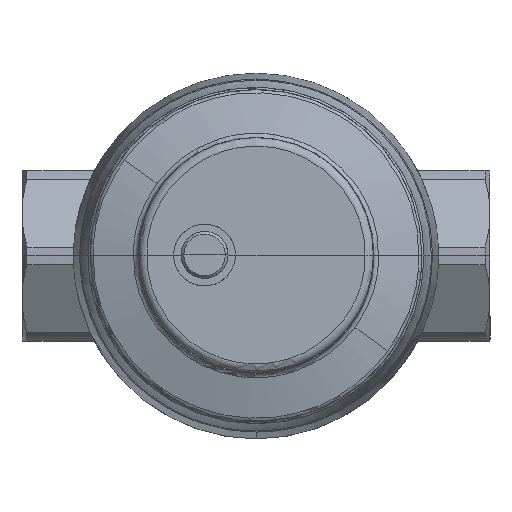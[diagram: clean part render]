
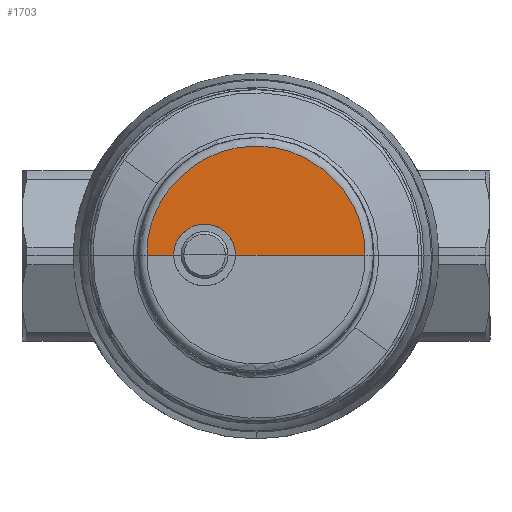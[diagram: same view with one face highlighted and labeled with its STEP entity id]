
A CAD part, top view. The second image highlights one B-rep face of the part: STEP entity #1703.
In plain terms, the highlighted planar face has unit normal (0, 0, 1).
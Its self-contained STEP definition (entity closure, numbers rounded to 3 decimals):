
#1472=CARTESIAN_POINT('Vertex',(-19.345,0.,128.)) ;
#1479=CARTESIAN_POINT('Vertex',(-4.848,0.,128.)) ;
#1500=CARTESIAN_POINT('Control Point',(-19.345,0.,128.)) ;
#1501=CARTESIAN_POINT('Control Point',(-19.345,1.139,128.)) ;
#1502=CARTESIAN_POINT('Control Point',(-19.121,2.277,128.)) ;
#1503=CARTESIAN_POINT('Control Point',(-18.674,3.357,128.)) ;
#1504=CARTESIAN_POINT('Control Point',(-17.38,5.284,128.)) ;
#1505=CARTESIAN_POINT('Control Point',(-15.454,6.578,128.)) ;
#1506=CARTESIAN_POINT('Control Point',(-14.374,7.025,128.)) ;
#1507=CARTESIAN_POINT('Control Point',(-12.097,7.472,128.)) ;
#1508=CARTESIAN_POINT('Control Point',(-9.819,7.025,128.)) ;
#1509=CARTESIAN_POINT('Control Point',(-8.739,6.578,128.)) ;
#1510=CARTESIAN_POINT('Control Point',(-6.813,5.284,128.)) ;
#1511=CARTESIAN_POINT('Control Point',(-5.519,3.357,128.)) ;
#1512=CARTESIAN_POINT('Control Point',(-5.072,2.277,128.)) ;
#1513=CARTESIAN_POINT('Control Point',(-4.848,1.139,128.)) ;
#1514=CARTESIAN_POINT('Control Point',(-4.848,0.,128.)) ;
#1538=CARTESIAN_POINT('Vertex',(25.601,0.,128.)) ;
#1543=CARTESIAN_POINT('Line Origine',(12.801,0.,128.)) ;
#1547=CARTESIAN_POINT('Vertex',(0.,0.,128.)) ;
#1550=CARTESIAN_POINT('Line Origine',(-2.424,0.,128.)) ;
#1555=CARTESIAN_POINT('Line Origine',(-22.473,0.,128.)) ;
#1559=CARTESIAN_POINT('Vertex',(-25.601,0.,128.)) ;
#1624=CARTESIAN_POINT('Axis2P3D Location',(0.,0.,128.)) ;
#1630=CARTESIAN_POINT('Control Point',(-25.601,0.,128.)) ;
#1631=CARTESIAN_POINT('Control Point',(-25.674,2.13,128.)) ;
#1632=CARTESIAN_POINT('Control Point',(-25.49,4.249,128.)) ;
#1633=CARTESIAN_POINT('Control Point',(-25.058,6.325,128.)) ;
#1634=CARTESIAN_POINT('Control Point',(-24.051,9.399,128.)) ;
#1635=CARTESIAN_POINT('Control Point',(-22.568,12.258,128.)) ;
#1636=CARTESIAN_POINT('Control Point',(-21.999,13.221,128.)) ;
#1637=CARTESIAN_POINT('Control Point',(-21.379,14.152,128.)) ;
#1638=CARTESIAN_POINT('Control Point',(-20.712,15.048,128.)) ;
#1639=CARTESIAN_POINT('Vertex',(-20.712,15.048,128.)) ;
#1643=CARTESIAN_POINT('Control Point',(20.712,15.048,128.)) ;
#1644=CARTESIAN_POINT('Control Point',(22.154,13.111,128.)) ;
#1645=CARTESIAN_POINT('Control Point',(23.375,11.01,128.)) ;
#1646=CARTESIAN_POINT('Control Point',(24.341,8.773,128.)) ;
#1647=CARTESIAN_POINT('Control Point',(25.24,5.658,128.)) ;
#1648=CARTESIAN_POINT('Control Point',(25.573,2.436,128.)) ;
#1649=CARTESIAN_POINT('Control Point',(25.62,1.627,128.)) ;
#1650=CARTESIAN_POINT('Control Point',(25.629,0.814,128.)) ;
#1651=CARTESIAN_POINT('Control Point',(25.601,0.,128.)) ;
#1652=CARTESIAN_POINT('Vertex',(20.712,15.048,128.)) ;
#1656=CARTESIAN_POINT('Control Point',(7.911,24.348,128.)) ;
#1657=CARTESIAN_POINT('Control Point',(10.28,23.571,128.)) ;
#1658=CARTESIAN_POINT('Control Point',(12.548,22.491,128.)) ;
#1659=CARTESIAN_POINT('Control Point',(14.675,21.143,128.)) ;
#1660=CARTESIAN_POINT('Control Point',(17.192,19.107,128.)) ;
#1661=CARTESIAN_POINT('Control Point',(19.364,16.735,128.)) ;
#1662=CARTESIAN_POINT('Control Point',(19.833,16.187,128.)) ;
#1663=CARTESIAN_POINT('Control Point',(20.282,15.625,128.)) ;
#1664=CARTESIAN_POINT('Control Point',(20.712,15.048,128.)) ;
#1665=CARTESIAN_POINT('Vertex',(7.911,24.348,128.)) ;
#1669=CARTESIAN_POINT('Control Point',(-7.911,24.348,128.)) ;
#1670=CARTESIAN_POINT('Control Point',(-5.568,25.117,128.)) ;
#1671=CARTESIAN_POINT('Control Point',(-3.126,25.59,128.)) ;
#1672=CARTESIAN_POINT('Control Point',(-0.636,25.768,128.)) ;
#1673=CARTESIAN_POINT('Control Point',(2.603,25.617,128.)) ;
#1674=CARTESIAN_POINT('Control Point',(5.754,24.966,128.)) ;
#1675=CARTESIAN_POINT('Control Point',(6.482,24.787,128.)) ;
#1676=CARTESIAN_POINT('Control Point',(7.201,24.581,128.)) ;
#1677=CARTESIAN_POINT('Control Point',(7.911,24.348,128.)) ;
#1678=CARTESIAN_POINT('Vertex',(-7.911,24.348,128.)) ;
#1682=CARTESIAN_POINT('Control Point',(-20.712,15.048,128.)) ;
#1683=CARTESIAN_POINT('Control Point',(-19.207,17.068,128.)) ;
#1684=CARTESIAN_POINT('Control Point',(-17.461,18.91,128.)) ;
#1685=CARTESIAN_POINT('Control Point',(-15.508,20.542,128.)) ;
#1686=CARTESIAN_POINT('Control Point',(-12.797,22.313,128.)) ;
#1687=CARTESIAN_POINT('Control Point',(-9.866,23.629,128.)) ;
#1688=CARTESIAN_POINT('Control Point',(-9.222,23.892,128.)) ;
#1689=CARTESIAN_POINT('Control Point',(-8.571,24.132,128.)) ;
#1690=CARTESIAN_POINT('Control Point',(-7.911,24.348,128.)) ;
#1544=DIRECTION('Vector Direction',(1.,0.,0.)) ;
#1551=DIRECTION('Vector Direction',(1.,0.,0.)) ;
#1556=DIRECTION('Vector Direction',(1.,0.,0.)) ;
#1625=DIRECTION('Axis2P3D Direction',(0.,0.,-1.)) ;
#1626=DIRECTION('Axis2P3D XDirection',(-1.,0.,0.)) ;
#1627=AXIS2_PLACEMENT_3D('Plane Axis2P3D',#1624,#1625,#1626) ;
#1693=ORIENTED_EDGE('',*,*,#1641,.F.) ;
#1694=ORIENTED_EDGE('',*,*,#1561,.T.) ;
#1695=ORIENTED_EDGE('',*,*,#1515,.T.) ;
#1696=ORIENTED_EDGE('',*,*,#1554,.T.) ;
#1697=ORIENTED_EDGE('',*,*,#1549,.T.) ;
#1698=ORIENTED_EDGE('',*,*,#1654,.F.) ;
#1699=ORIENTED_EDGE('',*,*,#1667,.F.) ;
#1700=ORIENTED_EDGE('',*,*,#1680,.F.) ;
#1701=ORIENTED_EDGE('',*,*,#1691,.F.) ;
#1545=VECTOR('Line Direction',#1544,1.) ;
#1552=VECTOR('Line Direction',#1551,1.) ;
#1557=VECTOR('Line Direction',#1556,1.) ;
#1703=ADVANCED_FACE('Parte37_1\\Solido1',(#1702),#1628,.F.) ;
#1499=B_SPLINE_CURVE_WITH_KNOTS('',5,(#1500,#1501,#1502,#1503,#1504,#1505,#1506,#1507,#1508,#1509,#1510,#1511,#1512,#1513,#1514),.UNSPECIFIED.,.F.,.U.,(6,3,3,3,6),(-11.386,-5.693,0.,5.693,11.386),.UNSPECIFIED.) ;
#1629=B_SPLINE_CURVE_WITH_KNOTS('',5,(#1630,#1631,#1632,#1633,#1634,#1635,#1636,#1637,#1638),.UNSPECIFIED.,.F.,.U.,(6,3,6),(0.,15.036,23.027),.UNSPECIFIED.) ;
#1642=B_SPLINE_CURVE_WITH_KNOTS('',5,(#1643,#1644,#1645,#1646,#1647,#1648,#1649,#1650,#1651),.UNSPECIFIED.,.F.,.U.,(6,3,6),(0.,17.278,23.026),.UNSPECIFIED.) ;
#1655=B_SPLINE_CURVE_WITH_KNOTS('',5,(#1656,#1657,#1658,#1659,#1660,#1661,#1662,#1663,#1664),.UNSPECIFIED.,.F.,.U.,(6,3,6),(0.,17.776,22.901),.UNSPECIFIED.) ;
#1668=B_SPLINE_CURVE_WITH_KNOTS('',5,(#1669,#1670,#1671,#1672,#1673,#1674,#1675,#1676,#1677),.UNSPECIFIED.,.F.,.U.,(6,3,6),(0.,17.603,22.936),.UNSPECIFIED.) ;
#1681=B_SPLINE_CURVE_WITH_KNOTS('',5,(#1682,#1683,#1684,#1685,#1686,#1687,#1688,#1689,#1690),.UNSPECIFIED.,.F.,.U.,(6,3,6),(0.,17.953,22.901),.UNSPECIFIED.) ;
#1515=EDGE_CURVE('',#1473,#1480,#1499,.T.) ;
#1549=EDGE_CURVE('',#1548,#1539,#1546,.T.) ;
#1554=EDGE_CURVE('',#1480,#1548,#1553,.T.) ;
#1561=EDGE_CURVE('',#1560,#1473,#1558,.T.) ;
#1641=EDGE_CURVE('',#1560,#1640,#1629,.T.) ;
#1654=EDGE_CURVE('',#1653,#1539,#1642,.T.) ;
#1667=EDGE_CURVE('',#1666,#1653,#1655,.T.) ;
#1680=EDGE_CURVE('',#1679,#1666,#1668,.T.) ;
#1691=EDGE_CURVE('',#1640,#1679,#1681,.T.) ;
#1692=EDGE_LOOP('',(#1693,#1694,#1695,#1696,#1697,#1698,#1699,#1700,#1701)) ;
#1702=FACE_OUTER_BOUND('',#1692,.T.) ;
#1546=LINE('Line',#1543,#1545) ;
#1553=LINE('Line',#1550,#1552) ;
#1558=LINE('Line',#1555,#1557) ;
#1628=PLANE('',#1627) ;
#1473=VERTEX_POINT('',#1472) ;
#1480=VERTEX_POINT('',#1479) ;
#1539=VERTEX_POINT('',#1538) ;
#1548=VERTEX_POINT('',#1547) ;
#1560=VERTEX_POINT('',#1559) ;
#1640=VERTEX_POINT('',#1639) ;
#1653=VERTEX_POINT('',#1652) ;
#1666=VERTEX_POINT('',#1665) ;
#1679=VERTEX_POINT('',#1678) ;
